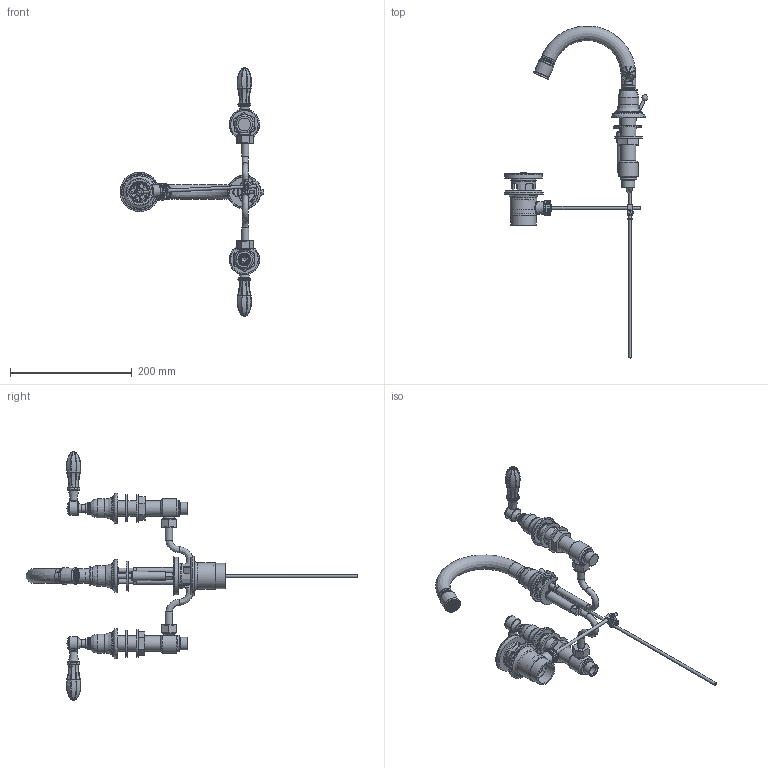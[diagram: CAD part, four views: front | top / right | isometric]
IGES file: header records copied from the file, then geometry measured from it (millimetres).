
Global section: file name: V2K16-GC GB; native system: Autodesk Inventor 2018; preprocessor: unknown; author: adaniels; date: 20180301.082732; units: millimetre
Bounding box: 236 x 544.28 x 407.57 mm (x, y, z)
Volume: 487439.7 mm3; surface area: 277558.8 mm2
Topology: 65 solids, 66 shells, 3553 faces, 9413 edges, 6285 vertices
Faces by surface type: bspline 3553
